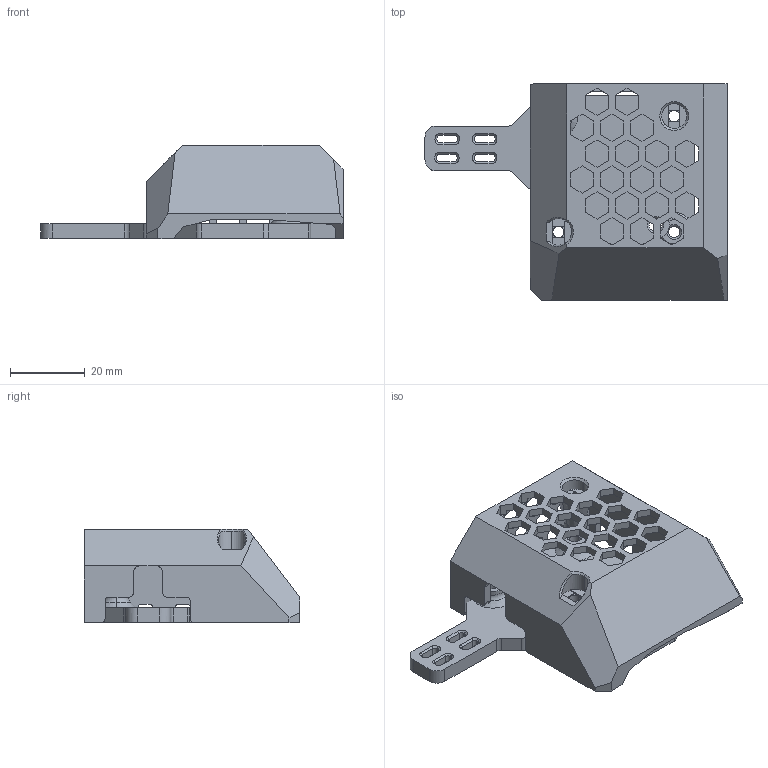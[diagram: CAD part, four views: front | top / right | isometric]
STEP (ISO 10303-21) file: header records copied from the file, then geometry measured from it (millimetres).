
FILE_DESCRIPTION (( 'STEP AP214' ), '1' );
FILE_NAME ('StealthBurner_LGX_Huvud-Mount-and-Cover.STEP', '2023-01-06T19:03:55', ( '' ), ( '' ), 'SwSTEP 2.0', 'SolidWorks 2022', '' );
FILE_SCHEMA (( 'AUTOMOTIVE_DESIGN' ));
Length unit declared in the file: millimetre
Products named in the file (3): StealthBurner_LGX_Huvud-Mount-and-Cover; Cover-Huvud-to-LGX; Mount-Huvud-to-LGX
Assembly tree (2 placements, depth 2):
  StealthBurner_LGX_Huvud-Mount-and-Cover
    Cover-Huvud-to-LGX
    Mount-Huvud-to-LGX
Bounding box: 80.84 x 57.79 x 25 mm (x, y, z)
Volume: 19927.1 mm3; surface area: 19034.6 mm2
Topology: 2 solids, 2 shells, 534 faces, 1488 edges, 952 vertices
Faces by surface type: plane 371, cylinder 80, cone 67, torus 12, bspline 4
Entity records: 17731 total; most frequent: CARTESIAN_POINT 3642, ORIENTED_EDGE 2976, DIRECTION 2791, EDGE_CURVE 1488, VECTOR 1195, LINE 1195, VERTEX_POINT 952, AXIS2_PLACEMENT_3D 798
